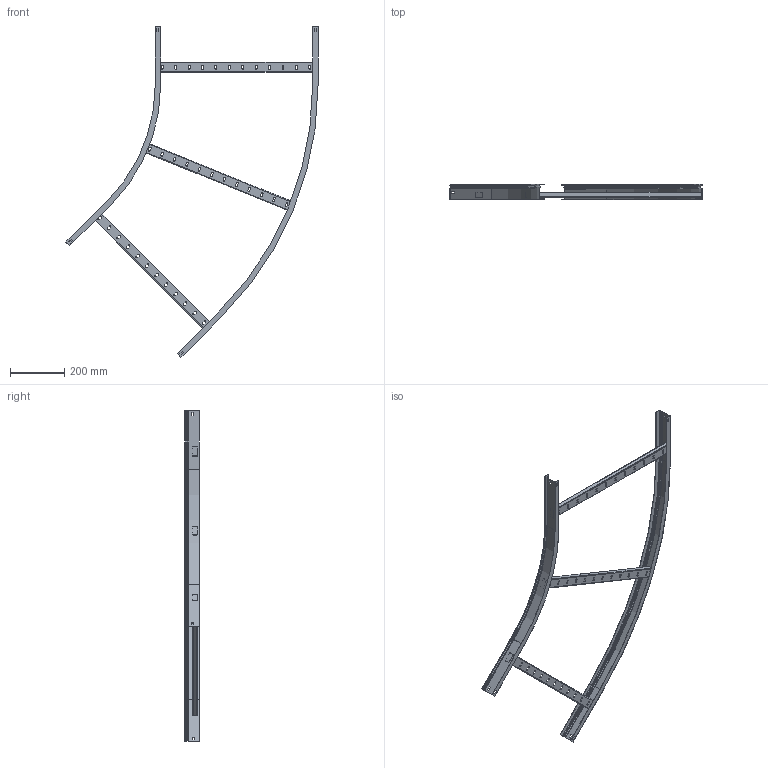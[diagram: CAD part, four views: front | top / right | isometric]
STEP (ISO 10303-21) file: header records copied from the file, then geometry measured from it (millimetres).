
FILE_DESCRIPTION (( 'STEP AP214' ), '1' );
FILE_NAME ('CPG05-4--04.STEP', '2021-03-08T15:35:37', ( '' ), ( '' ), 'SwSTEP 2.0', 'SolidWorks 2017', '' );
FILE_SCHEMA (( 'AUTOMOTIVE_DESIGN' ));
Length unit declared in the file: millimetre
Products named in the file (4): ÊÈÂÀ 095.00.03 Ïëàíêà ïîïåðå÷íàÿ-00_-05; ÊÈÂÀ  195.08.01 Ëîíæåðîí áàçîâûé-00_-00; 嗜吕 195.08.02 祟礞屦铐 铗忮蝽-00_-04; CPG05-4--04
Assembly tree (5 placements, depth 2):
  CPG05-4--04
    ÊÈÂÀ  195.08.01 Ëîíæåðîí áàçîâûé-00_-00
    ÊÈÂÀ 095.00.03 Ïëàíêà ïîïåðå÷íàÿ-00_-05  x3
    嗜吕 195.08.02 祟礞屦铐 铗忮蝽-00_-04
Bounding box: 929.78 x 55 x 1220.53 mm (x, y, z)
Volume: 434826.1 mm3; surface area: 737547.8 mm2
Topology: 5 solids, 5 shells, 458 faces, 1120 edges, 672 vertices
Faces by surface type: plane 294, cylinder 140, torus 16, cone 8
Entity records: 8286 total; most frequent: DIRECTION 1440, CARTESIAN_POINT 1374, ORIENTED_EDGE 1360, EDGE_CURVE 680, VECTOR 508, LINE 508, AXIS2_PLACEMENT_3D 466, VERTEX_POINT 400
